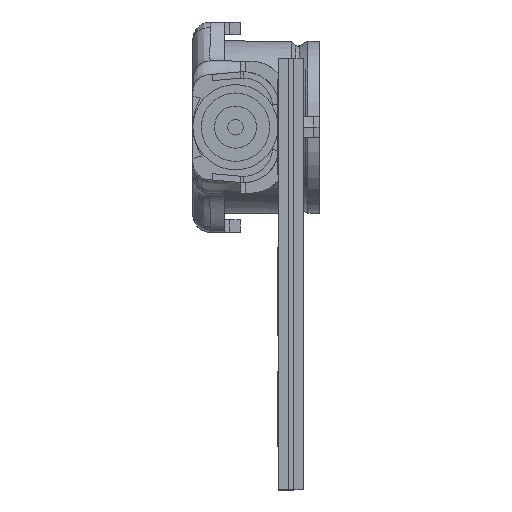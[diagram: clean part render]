
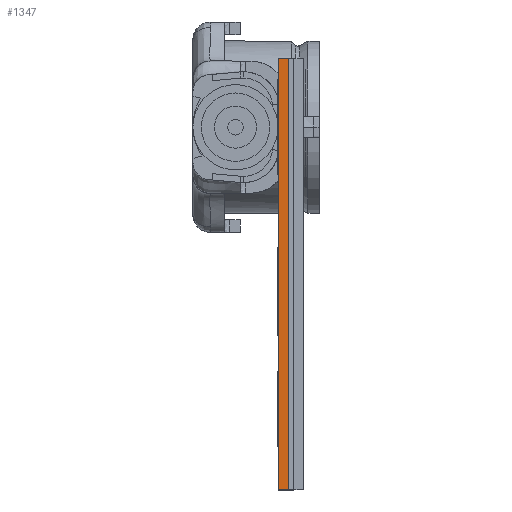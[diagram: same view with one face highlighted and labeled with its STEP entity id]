
A CAD part, left-side view. The second image highlights one B-rep face of the part: STEP entity #1347.
In plain terms, the highlighted planar face has unit normal (-1, 0, 0).
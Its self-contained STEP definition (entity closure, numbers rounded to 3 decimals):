
#94 = ORIENTED_EDGE ( 'NONE', *, *, #4340, .F. ) ;
#547 = CARTESIAN_POINT ( 'NONE',  ( -2.95, 0., -2.05 ) ) ;
#783 = CARTESIAN_POINT ( 'NONE',  ( -2.95, 0., 2.05 ) ) ;
#1002 = FACE_OUTER_BOUND ( 'NONE', #14354, .T. ) ;
#1347 = ADVANCED_FACE ( 'NONE', ( #1002 ), #10547, .F. ) ;
#1506 = VECTOR ( 'NONE', #4455, 1000. ) ;
#2586 = DIRECTION ( 'NONE',  ( 1., 0., 0. ) ) ;
#4340 = EDGE_CURVE ( 'NONE', #14085, #15028, #13183, .T. ) ;
#4455 = DIRECTION ( 'NONE',  ( 0., 0., 1. ) ) ;
#4686 = CARTESIAN_POINT ( 'NONE',  ( -2.95, 0., -2.05 ) ) ;
#4950 = EDGE_CURVE ( 'NONE', #15028, #16846, #9351, .T. ) ;
#5849 = LINE ( 'NONE', #13667, #16610 ) ;
#6549 = EDGE_CURVE ( 'NONE', #14085, #11111, #5849, .T. ) ;
#6617 = ORIENTED_EDGE ( 'NONE', *, *, #16042, .T. ) ;
#6728 = ORIENTED_EDGE ( 'NONE', *, *, #4950, .F. ) ;
#7457 = CARTESIAN_POINT ( 'NONE',  ( -2.95, 0.1, -2.05 ) ) ;
#8696 = LINE ( 'NONE', #4686, #1506 ) ;
#9140 = VECTOR ( 'NONE', #15603, 1000. ) ;
#9262 = DIRECTION ( 'NONE',  ( 0., -1., 0. ) ) ;
#9351 = LINE ( 'NONE', #15997, #13165 ) ;
#10547 = PLANE ( 'NONE',  #11819 ) ;
#10730 = ORIENTED_EDGE ( 'NONE', *, *, #6549, .T. ) ;
#10844 = CARTESIAN_POINT ( 'NONE',  ( -2.95, 0.1, 2.05 ) ) ;
#11069 = DIRECTION ( 'NONE',  ( 0., -1., 0. ) ) ;
#11111 = VERTEX_POINT ( 'NONE', #547 ) ;
#11297 = CARTESIAN_POINT ( 'NONE',  ( -2.95, 0.1, -2.05 ) ) ;
#11819 = AXIS2_PLACEMENT_3D ( 'NONE', #17426, #2586, #13429 ) ;
#13165 = VECTOR ( 'NONE', #9262, 1000. ) ;
#13183 = LINE ( 'NONE', #7457, #9140 ) ;
#13429 = DIRECTION ( 'NONE',  ( 0., 0., -1. ) ) ;
#13667 = CARTESIAN_POINT ( 'NONE',  ( -2.95, 0.1, -2.05 ) ) ;
#14085 = VERTEX_POINT ( 'NONE', #11297 ) ;
#14354 = EDGE_LOOP ( 'NONE', ( #6617, #6728, #94, #10730 ) ) ;
#15028 = VERTEX_POINT ( 'NONE', #10844 ) ;
#15603 = DIRECTION ( 'NONE',  ( 0., 0., 1. ) ) ;
#15997 = CARTESIAN_POINT ( 'NONE',  ( -2.95, 0.1, 2.05 ) ) ;
#16042 = EDGE_CURVE ( 'NONE', #11111, #16846, #8696, .T. ) ;
#16610 = VECTOR ( 'NONE', #11069, 1000. ) ;
#16846 = VERTEX_POINT ( 'NONE', #783 ) ;
#17426 = CARTESIAN_POINT ( 'NONE',  ( -2.95, 0.1, -2.05 ) ) ;
